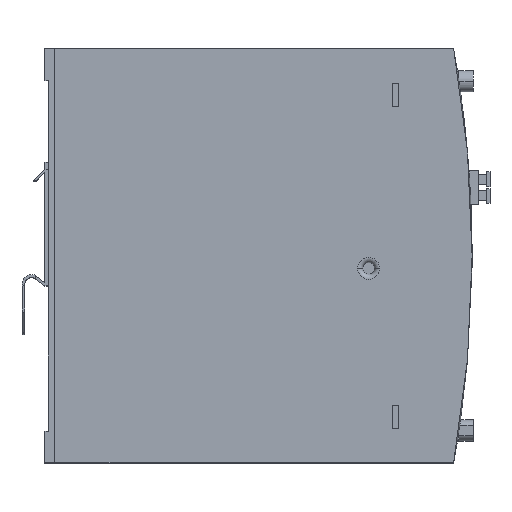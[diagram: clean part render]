
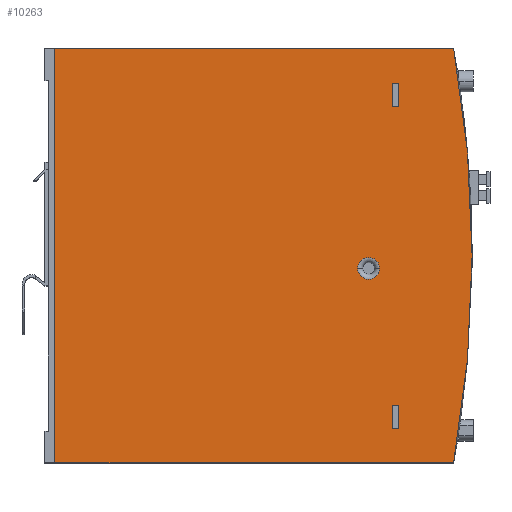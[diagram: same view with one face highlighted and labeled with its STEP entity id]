
A CAD part, top view. The second image highlights one B-rep face of the part: STEP entity #10263.
In plain terms, the highlighted planar face has unit normal (0, 0, 1).
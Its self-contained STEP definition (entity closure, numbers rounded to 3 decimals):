
#232 = VECTOR ( 'NONE', #13503, 1000. ) ;
#458 = CARTESIAN_POINT ( 'NONE',  ( 295.281, 192.117, 1.5 ) ) ;
#1927 = VECTOR ( 'NONE', #13741, 1000. ) ;
#2364 = DIRECTION ( 'NONE',  ( -1., 0., 0. ) ) ;
#2441 = LINE ( 'NONE', #28454, #35687 ) ;
#3113 = VECTOR ( 'NONE', #22446, 1000. ) ;
#3137 = ORIENTED_EDGE ( 'NONE', *, *, #4556, .F. ) ;
#3182 = EDGE_CURVE ( 'NONE', #5257, #46775, #2441, .T. ) ;
#4556 = EDGE_CURVE ( 'NONE', #43796, #18441, #38808, .T. ) ;
#4840 = CARTESIAN_POINT ( 'NONE',  ( 295.281, 199.117, 1.5 ) ) ;
#5257 = VERTEX_POINT ( 'NONE', #53557 ) ;
#5482 = DIRECTION ( 'NONE',  ( 0., 0., -1. ) ) ;
#5873 = EDGE_CURVE ( 'NONE', #53365, #43977, #7639, .T. ) ;
#5934 = VERTEX_POINT ( 'NONE', #40292 ) ;
#6001 = LINE ( 'NONE', #40713, #16612 ) ;
#6497 = ORIENTED_EDGE ( 'NONE', *, *, #18168, .T. ) ;
#7176 = DIRECTION ( 'NONE',  ( -1., 0., 0. ) ) ;
#7191 = LINE ( 'NONE', #15877, #45298 ) ;
#7282 = VERTEX_POINT ( 'NONE', #25404 ) ;
#7301 = CIRCLE ( 'NONE', #29714, 3.25 ) ;
#7639 = CIRCLE ( 'NONE', #52358, 350. ) ;
#7922 = ORIENTED_EDGE ( 'NONE', *, *, #5873, .T. ) ;
#8453 = CARTESIAN_POINT ( 'NONE',  ( 295.281, 102.617, 1.5 ) ) ;
#8662 = VERTEX_POINT ( 'NONE', #38115 ) ;
#8713 = LINE ( 'NONE', #47364, #1927 ) ;
#10213 = VERTEX_POINT ( 'NONE', #48330 ) ;
#10263 = ADVANCED_FACE ( 'NONE', ( #35712, #14980, #36546, #26749 ), #52801, .F. ) ;
#10280 = EDGE_CURVE ( 'NONE', #12459, #53365, #33177, .T. ) ;
#10605 = EDGE_LOOP ( 'NONE', ( #48052, #27688, #52369, #39668 ) ) ;
#10644 = ORIENTED_EDGE ( 'NONE', *, *, #52239, .T. ) ;
#10972 = DIRECTION ( 'NONE',  ( -1., 0., 0. ) ) ;
#11198 = DIRECTION ( 'NONE',  ( -1., 0., 0. ) ) ;
#11358 = DIRECTION ( 'NONE',  ( 1., 0., 0. ) ) ;
#12125 = VECTOR ( 'NONE', #21968, 1000. ) ;
#12459 = VERTEX_POINT ( 'NONE', #50156 ) ;
#12491 = LINE ( 'NONE', #39079, #38313 ) ;
#12879 = CARTESIAN_POINT ( 'NONE',  ( -30.919, 147.417, 1.5 ) ) ;
#13503 = DIRECTION ( 'NONE',  ( 0., -1., 0. ) ) ;
#13741 = DIRECTION ( 'NONE',  ( 0., 1., 0. ) ) ;
#13778 = LINE ( 'NONE', #4840, #232 ) ;
#14005 = EDGE_LOOP ( 'NONE', ( #3137, #46979, #22586, #47786 ) ) ;
#14248 = DIRECTION ( 'NONE',  ( -1., 0., 0. ) ) ;
#14436 = DIRECTION ( 'NONE',  ( -1., 0., 0. ) ) ;
#14722 = DIRECTION ( 'NONE',  ( -1., 0., 0. ) ) ;
#14751 = VERTEX_POINT ( 'NONE', #24020 ) ;
#14980 = FACE_BOUND ( 'NONE', #14005, .T. ) ;
#15877 = CARTESIAN_POINT ( 'NONE',  ( 297.081, 95.617, 1.5 ) ) ;
#15917 = EDGE_LOOP ( 'NONE', ( #54251, #10644 ) ) ;
#16295 = CARTESIAN_POINT ( 'NONE',  ( 297.081, 192.117, 1.5 ) ) ;
#16612 = VECTOR ( 'NONE', #2364, 1000. ) ;
#16665 = ORIENTED_EDGE ( 'NONE', *, *, #10280, .T. ) ;
#16868 = LINE ( 'NONE', #46829, #35902 ) ;
#16967 = DIRECTION ( 'NONE',  ( 0., -1., 0. ) ) ;
#17662 = CARTESIAN_POINT ( 'NONE',  ( 313.546, 209.417, 1.5 ) ) ;
#18168 = EDGE_CURVE ( 'NONE', #8662, #12459, #12491, .T. ) ;
#18441 = VERTEX_POINT ( 'NONE', #16295 ) ;
#20732 = CARTESIAN_POINT ( 'NONE',  ( 288.081, 143.667, 1.5 ) ) ;
#21968 = DIRECTION ( 'NONE',  ( 1., 0., 0. ) ) ;
#22446 = DIRECTION ( 'NONE',  ( 0., -1., 0. ) ) ;
#22586 = ORIENTED_EDGE ( 'NONE', *, *, #47788, .F. ) ;
#24020 = CARTESIAN_POINT ( 'NONE',  ( 295.281, 95.617, 1.5 ) ) ;
#24099 = EDGE_CURVE ( 'NONE', #50519, #43796, #13778, .T. ) ;
#24114 = DIRECTION ( 'NONE',  ( 0., 0., -1. ) ) ;
#24616 = DIRECTION ( 'NONE',  ( 0., 0., -1. ) ) ;
#25404 = CARTESIAN_POINT ( 'NONE',  ( 297.081, 95.617, 1.5 ) ) ;
#26749 = FACE_OUTER_BOUND ( 'NONE', #47156, .T. ) ;
#27688 = ORIENTED_EDGE ( 'NONE', *, *, #45169, .F. ) ;
#28273 = EDGE_CURVE ( 'NONE', #14751, #7282, #7191, .T. ) ;
#28454 = CARTESIAN_POINT ( 'NONE',  ( 297.081, 102.617, 1.5 ) ) ;
#28893 = CARTESIAN_POINT ( 'NONE',  ( 295.281, 192.117, 1.5 ) ) ;
#29714 = AXIS2_PLACEMENT_3D ( 'NONE', #41452, #24616, #11198 ) ;
#30326 = LINE ( 'NONE', #38742, #3113 ) ;
#33177 = LINE ( 'NONE', #54755, #51685 ) ;
#33685 = AXIS2_PLACEMENT_3D ( 'NONE', #20732, #24114, #10972 ) ;
#34246 = CARTESIAN_POINT ( 'NONE',  ( 297.081, 199.117, 1.5 ) ) ;
#35687 = VECTOR ( 'NONE', #7176, 1000. ) ;
#35712 = FACE_BOUND ( 'NONE', #15917, .T. ) ;
#35902 = VECTOR ( 'NONE', #42627, 1000. ) ;
#36546 = FACE_BOUND ( 'NONE', #10605, .T. ) ;
#36562 = CARTESIAN_POINT ( 'NONE',  ( 295.281, 199.117, 1.5 ) ) ;
#36784 = CARTESIAN_POINT ( 'NONE',  ( 295.281, 199.117, 1.5 ) ) ;
#37193 = EDGE_CURVE ( 'NONE', #18441, #51924, #16868, .T. ) ;
#38115 = CARTESIAN_POINT ( 'NONE',  ( 194.081, 209.417, 1.5 ) ) ;
#38313 = VECTOR ( 'NONE', #16967, 1000. ) ;
#38742 = CARTESIAN_POINT ( 'NONE',  ( 295.281, 95.617, 1.5 ) ) ;
#38808 = LINE ( 'NONE', #458, #12125 ) ;
#38984 = EDGE_CURVE ( 'NONE', #10213, #5934, #7301, .T. ) ;
#39079 = CARTESIAN_POINT ( 'NONE',  ( 194.081, 87.417, 1.5 ) ) ;
#39668 = ORIENTED_EDGE ( 'NONE', *, *, #41524, .F. ) ;
#40292 = CARTESIAN_POINT ( 'NONE',  ( 291.331, 143.667, 1.5 ) ) ;
#40713 = CARTESIAN_POINT ( 'NONE',  ( 192.081, 209.417, 1.5 ) ) ;
#40976 = AXIS2_PLACEMENT_3D ( 'NONE', #43847, #5482, #14436 ) ;
#41452 = CARTESIAN_POINT ( 'NONE',  ( 288.081, 143.667, 1.5 ) ) ;
#41524 = EDGE_CURVE ( 'NONE', #46775, #14751, #30326, .T. ) ;
#41648 = DIRECTION ( 'NONE',  ( 1., 0., 0. ) ) ;
#41737 = CIRCLE ( 'NONE', #33685, 3.25 ) ;
#41834 = LINE ( 'NONE', #36562, #54926 ) ;
#42627 = DIRECTION ( 'NONE',  ( 0., 1., 0. ) ) ;
#43796 = VERTEX_POINT ( 'NONE', #28893 ) ;
#43847 = CARTESIAN_POINT ( 'NONE',  ( -30.919, 147.417, 1.5 ) ) ;
#43977 = VERTEX_POINT ( 'NONE', #17662 ) ;
#45169 = EDGE_CURVE ( 'NONE', #7282, #5257, #8713, .T. ) ;
#45298 = VECTOR ( 'NONE', #41648, 1000. ) ;
#46775 = VERTEX_POINT ( 'NONE', #8453 ) ;
#46829 = CARTESIAN_POINT ( 'NONE',  ( 297.081, 199.117, 1.5 ) ) ;
#46979 = ORIENTED_EDGE ( 'NONE', *, *, #24099, .F. ) ;
#47156 = EDGE_LOOP ( 'NONE', ( #53929, #6497, #16665, #7922 ) ) ;
#47364 = CARTESIAN_POINT ( 'NONE',  ( 297.081, 95.617, 1.5 ) ) ;
#47786 = ORIENTED_EDGE ( 'NONE', *, *, #37193, .F. ) ;
#47788 = EDGE_CURVE ( 'NONE', #51924, #50519, #41834, .T. ) ;
#47861 = DIRECTION ( 'NONE',  ( 0., 0., 1. ) ) ;
#48052 = ORIENTED_EDGE ( 'NONE', *, *, #3182, .F. ) ;
#48330 = CARTESIAN_POINT ( 'NONE',  ( 284.831, 143.667, 1.5 ) ) ;
#50156 = CARTESIAN_POINT ( 'NONE',  ( 194.081, 85.417, 1.5 ) ) ;
#50519 = VERTEX_POINT ( 'NONE', #36784 ) ;
#51685 = VECTOR ( 'NONE', #11358, 1000. ) ;
#51704 = EDGE_CURVE ( 'NONE', #43977, #8662, #6001, .T. ) ;
#51924 = VERTEX_POINT ( 'NONE', #34246 ) ;
#52239 = EDGE_CURVE ( 'NONE', #5934, #10213, #41737, .T. ) ;
#52358 = AXIS2_PLACEMENT_3D ( 'NONE', #12879, #47861, #14248 ) ;
#52369 = ORIENTED_EDGE ( 'NONE', *, *, #28273, .F. ) ;
#52801 = PLANE ( 'NONE',  #40976 ) ;
#53365 = VERTEX_POINT ( 'NONE', #53823 ) ;
#53557 = CARTESIAN_POINT ( 'NONE',  ( 297.081, 102.617, 1.5 ) ) ;
#53823 = CARTESIAN_POINT ( 'NONE',  ( 313.546, 85.417, 1.5 ) ) ;
#53929 = ORIENTED_EDGE ( 'NONE', *, *, #51704, .T. ) ;
#54251 = ORIENTED_EDGE ( 'NONE', *, *, #38984, .T. ) ;
#54755 = CARTESIAN_POINT ( 'NONE',  ( 192.081, 85.417, 1.5 ) ) ;
#54926 = VECTOR ( 'NONE', #14722, 1000. ) ;
